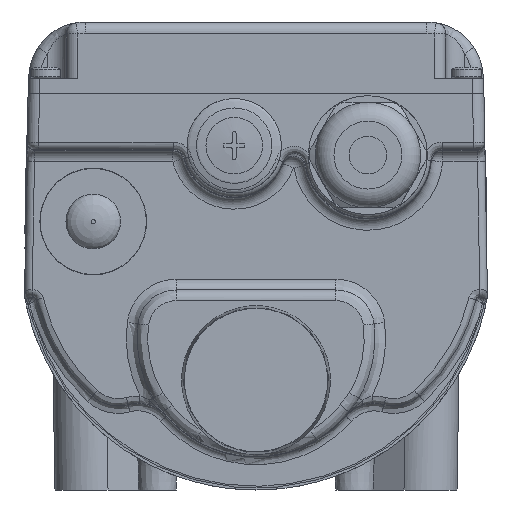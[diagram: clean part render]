
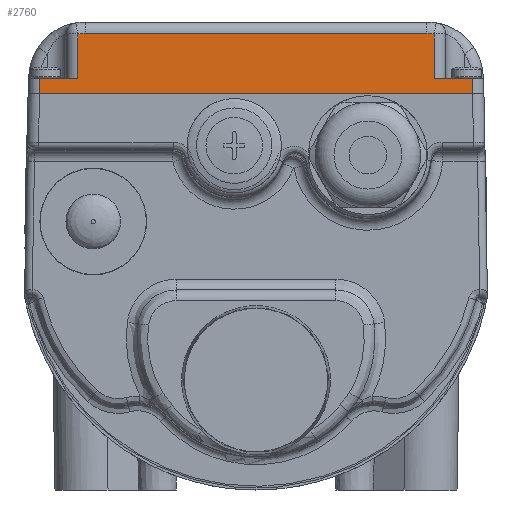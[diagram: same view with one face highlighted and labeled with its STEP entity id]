
A CAD part, left-side view. The second image highlights one B-rep face of the part: STEP entity #2760.
In plain terms, the highlighted face is planar.
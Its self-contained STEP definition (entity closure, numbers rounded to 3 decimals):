
#2760 = ADVANCED_FACE( '', ( #6118 ), #6119, .F. );
#6118 = FACE_OUTER_BOUND( '', #15337, .T. );
#6119 = PLANE( '', #15338 );
#15337 = EDGE_LOOP( '', ( #28787, #28788, #28789, #28790, #28791, #28792, #28793, #28794, #28795, #28796 ) );
#15338 = AXIS2_PLACEMENT_3D( '', #28797, #28798, #28799 );
#28787 = ORIENTED_EDGE( '', *, *, #38656, .T. );
#28788 = ORIENTED_EDGE( '', *, *, #38657, .T. );
#28789 = ORIENTED_EDGE( '', *, *, #36244, .F. );
#28790 = ORIENTED_EDGE( '', *, *, #37930, .T. );
#28791 = ORIENTED_EDGE( '', *, *, #36105, .F. );
#28792 = ORIENTED_EDGE( '', *, *, #38658, .T. );
#28793 = ORIENTED_EDGE( '', *, *, #38659, .F. );
#28794 = ORIENTED_EDGE( '', *, *, #38044, .T. );
#28795 = ORIENTED_EDGE( '', *, *, #38572, .T. );
#28796 = ORIENTED_EDGE( '', *, *, #38133, .T. );
#28797 = CARTESIAN_POINT( '', ( 0., 0., 19. ) );
#28798 = DIRECTION( '', ( 0., 1., 0. ) );
#28799 = DIRECTION( '', ( 0., 0., 1. ) );
#36105 = EDGE_CURVE( '', #40765, #40766, #40767, .T. );
#36244 = EDGE_CURVE( '', #41008, #41010, #41011, .T. );
#37930 = EDGE_CURVE( '', #41008, #40766, #43782, .F. );
#38044 = EDGE_CURVE( '', #43954, #42966, #43955, .T. );
#38133 = EDGE_CURVE( '', #44077, #44075, #44078, .T. );
#38572 = EDGE_CURVE( '', #42966, #44077, #44693, .F. );
#38656 = EDGE_CURVE( '', #44075, #44812, #44813, .F. );
#38657 = EDGE_CURVE( '', #44812, #41010, #44814, .F. );
#38658 = EDGE_CURVE( '', #40765, #44815, #44816, .T. );
#38659 = EDGE_CURVE( '', #43954, #44815, #44817, .T. );
#40765 = VERTEX_POINT( '', #48249 );
#40766 = VERTEX_POINT( '', #48250 );
#40767 = LINE( '', #48251, #48252 );
#41008 = VERTEX_POINT( '', #48832 );
#41010 = VERTEX_POINT( '', #48834 );
#41011 = LINE( '', #48835, #48836 );
#42966 = VERTEX_POINT( '', #54612 );
#43782 = LINE( '', #56928, #56929 );
#43954 = VERTEX_POINT( '', #57276 );
#43955 = LINE( '', #57277, #57278 );
#44075 = VERTEX_POINT( '', #57578 );
#44077 = VERTEX_POINT( '', #57580 );
#44078 = LINE( '', #57581, #57582 );
#44693 = CIRCLE( '', #59291, 12. );
#44812 = VERTEX_POINT( '', #59596 );
#44813 = CIRCLE( '', #59597, 12. );
#44814 = LINE( '', #59598, #59599 );
#44815 = VERTEX_POINT( '', #59600 );
#44816 = LINE( '', #59601, #59602 );
#44817 = LINE( '', #59603, #59604 );
#48249 = CARTESIAN_POINT( '', ( 3., 0., 19. ) );
#48250 = CARTESIAN_POINT( '', ( 117.5, 0., 19. ) );
#48251 = CARTESIAN_POINT( '', ( 0., 0., 19. ) );
#48252 = VECTOR( '', #64631, 1000. );
#48832 = CARTESIAN_POINT( '', ( 117.5, 0., 15. ) );
#48834 = CARTESIAN_POINT( '', ( 107.5, 0., 15. ) );
#48835 = CARTESIAN_POINT( '', ( 120.5, 0., 15. ) );
#48836 = VECTOR( '', #64758, 1000. );
#54612 = CARTESIAN_POINT( '', ( 13., 0., 3.168 ) );
#56928 = CARTESIAN_POINT( '', ( 117.5, 0., 19. ) );
#56929 = VECTOR( '', #66413, 1000. );
#57276 = CARTESIAN_POINT( '', ( 13., 0., 15. ) );
#57277 = CARTESIAN_POINT( '', ( 13., 0., 19. ) );
#57278 = VECTOR( '', #66530, 1000. );
#57578 = CARTESIAN_POINT( '', ( 105.5, 0., 3. ) );
#57580 = CARTESIAN_POINT( '', ( 15., 0., 3. ) );
#57581 = CARTESIAN_POINT( '', ( 105.5, 0., 3. ) );
#57582 = VECTOR( '', #66603, 1000. );
#59291 = AXIS2_PLACEMENT_3D( '', #66965, #66966, #66967 );
#59596 = CARTESIAN_POINT( '', ( 107.5, 0., 3.168 ) );
#59597 = AXIS2_PLACEMENT_3D( '', #67022, #67023, #67024 );
#59598 = CARTESIAN_POINT( '', ( 107.5, 0., 19. ) );
#59599 = VECTOR( '', #67025, 1000. );
#59600 = CARTESIAN_POINT( '', ( 3., 0., 15. ) );
#59601 = CARTESIAN_POINT( '', ( 3., 0., 19. ) );
#59602 = VECTOR( '', #67026, 1000. );
#59603 = CARTESIAN_POINT( '', ( 0., 0., 15. ) );
#59604 = VECTOR( '', #67027, 1000. );
#64631 = DIRECTION( '', ( 1., 0., 0. ) );
#64758 = DIRECTION( '', ( -1., 0., 0. ) );
#66413 = DIRECTION( '', ( 0., 0., -1. ) );
#66530 = DIRECTION( '', ( 0., 0., -1. ) );
#66603 = DIRECTION( '', ( 1., 0., 0. ) );
#66965 = CARTESIAN_POINT( '', ( 15., 0., 15. ) );
#66966 = DIRECTION( '', ( 0., 1., 0. ) );
#66967 = DIRECTION( '', ( 0., 0., 1. ) );
#67022 = CARTESIAN_POINT( '', ( 105.5, 0., 15. ) );
#67023 = DIRECTION( '', ( 0., 1., 0. ) );
#67024 = DIRECTION( '', ( 0., 0., 1. ) );
#67025 = DIRECTION( '', ( 0., 0., -1. ) );
#67026 = DIRECTION( '', ( 0., 0., -1. ) );
#67027 = DIRECTION( '', ( -1., 0., 0. ) );
